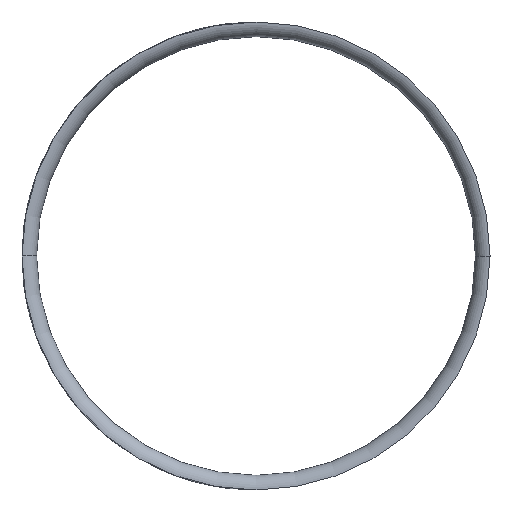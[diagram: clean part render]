
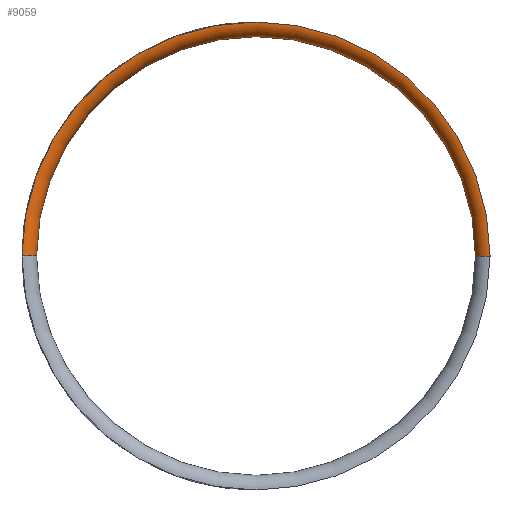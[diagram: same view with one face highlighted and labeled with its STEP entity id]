
A CAD part, front view. The second image highlights one B-rep face of the part: STEP entity #9059.
In plain terms, the highlighted toroidal (fillet/blend) face has major radius 8 mm and minor radius 0.5 mm.
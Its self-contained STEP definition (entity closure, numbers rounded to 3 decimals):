
#155 = CARTESIAN_POINT ( 'NONE',  ( 0., 5.25, 7.5 ) ) ;
#233 = DIRECTION ( 'NONE',  ( 0., -1., 0. ) ) ;
#265 = CARTESIAN_POINT ( 'NONE',  ( -8., 5.25, 0. ) ) ;
#553 = DIRECTION ( 'NONE',  ( 1., 0., 0. ) ) ;
#631 = AXIS2_PLACEMENT_3D ( 'NONE', #3295, #5722, #8076 ) ;
#785 = CARTESIAN_POINT ( 'NONE',  ( -6.495, 5.25, 3.75 ) ) ;
#827 = AXIS2_PLACEMENT_3D ( 'NONE', #5020, #233, #5832 ) ;
#1067 = DIRECTION ( 'NONE',  ( 1., 0., 0. ) ) ;
#1260 = CIRCLE ( 'NONE', #2605, 8. ) ;
#1276 = CIRCLE ( 'NONE', #7924, 7.5 ) ;
#1607 = CIRCLE ( 'NONE', #5412, 0.5 ) ;
#2033 = DIRECTION ( 'NONE',  ( 0., -1., 0. ) ) ;
#2068 = EDGE_CURVE ( 'NONE', #2803, #3916, #9392, .T. ) ;
#2154 = ORIENTED_EDGE ( 'NONE', *, *, #4478, .F. ) ;
#2217 = VERTEX_POINT ( 'NONE', #3936 ) ;
#2227 = FACE_OUTER_BOUND ( 'NONE', #5984, .T. ) ;
#2328 = DIRECTION ( 'NONE',  ( 0., -1., 0. ) ) ;
#2605 = AXIS2_PLACEMENT_3D ( 'NONE', #6822, #2033, #7617 ) ;
#2803 = VERTEX_POINT ( 'NONE', #4070 ) ;
#2949 = CARTESIAN_POINT ( 'NONE',  ( 0., 4.75, 0. ) ) ;
#3295 = CARTESIAN_POINT ( 'NONE',  ( 0., 5.25, 0. ) ) ;
#3485 = CARTESIAN_POINT ( 'NONE',  ( 8., 5.25, 0. ) ) ;
#3496 = CARTESIAN_POINT ( 'NONE',  ( -8., 4.75, 0. ) ) ;
#3686 = DIRECTION ( 'NONE',  ( 0., -1., 0. ) ) ;
#3765 = DIRECTION ( 'NONE',  ( -1., 0., 0. ) ) ;
#3916 = VERTEX_POINT ( 'NONE', #785 ) ;
#3936 = CARTESIAN_POINT ( 'NONE',  ( 8., 4.75, 0. ) ) ;
#4070 = CARTESIAN_POINT ( 'NONE',  ( -3.75, 5.25, 6.495 ) ) ;
#4291 = DIRECTION ( 'NONE',  ( -1., 0., 0. ) ) ;
#4382 = TOROIDAL_SURFACE ( 'NONE', #631, 8., 0.5 ) ;
#4451 = AXIS2_PLACEMENT_3D ( 'NONE', #10073, #5345, #553 ) ;
#4478 = EDGE_CURVE ( 'NONE', #6694, #8420, #1276, .T. ) ;
#5020 = CARTESIAN_POINT ( 'NONE',  ( 0., 5.25, 0. ) ) ;
#5075 = CARTESIAN_POINT ( 'NONE',  ( 7.5, 5.25, 0. ) ) ;
#5131 = CARTESIAN_POINT ( 'NONE',  ( 0., 4.75, 8. ) ) ;
#5278 = ORIENTED_EDGE ( 'NONE', *, *, #6084, .F. ) ;
#5287 = ORIENTED_EDGE ( 'NONE', *, *, #5996, .T. ) ;
#5345 = DIRECTION ( 'NONE',  ( 0., -1., 0. ) ) ;
#5412 = AXIS2_PLACEMENT_3D ( 'NONE', #265, #5874, #1067 ) ;
#5722 = DIRECTION ( 'NONE',  ( 0., -1., 0. ) ) ;
#5737 = EDGE_CURVE ( 'NONE', #8420, #2803, #8639, .T. ) ;
#5832 = DIRECTION ( 'NONE',  ( 1., 0., 0. ) ) ;
#5874 = DIRECTION ( 'NONE',  ( 0., 0., 1. ) ) ;
#5984 = EDGE_LOOP ( 'NONE', ( #2154, #6151, #5287, #8671, #6655, #5278, #7938, #10071 ) ) ;
#5996 = EDGE_CURVE ( 'NONE', #2217, #9792, #9241, .T. ) ;
#6084 = EDGE_CURVE ( 'NONE', #3916, #8157, #6896, .T. ) ;
#6107 = VERTEX_POINT ( 'NONE', #3496 ) ;
#6151 = ORIENTED_EDGE ( 'NONE', *, *, #8560, .F. ) ;
#6655 = ORIENTED_EDGE ( 'NONE', *, *, #8536, .T. ) ;
#6694 = VERTEX_POINT ( 'NONE', #5075 ) ;
#6822 = CARTESIAN_POINT ( 'NONE',  ( 0., 4.75, 0. ) ) ;
#6896 = CIRCLE ( 'NONE', #827, 7.5 ) ;
#6912 = AXIS2_PLACEMENT_3D ( 'NONE', #2949, #8528, #3765 ) ;
#7121 = CARTESIAN_POINT ( 'NONE',  ( 0., 5.25, 0. ) ) ;
#7565 = AXIS2_PLACEMENT_3D ( 'NONE', #3485, #9038, #4291 ) ;
#7605 = CARTESIAN_POINT ( 'NONE',  ( -7.5, 5.25, 0. ) ) ;
#7617 = DIRECTION ( 'NONE',  ( -1., 0., 0. ) ) ;
#7826 = EDGE_CURVE ( 'NONE', #9792, #6107, #1260, .T. ) ;
#7910 = DIRECTION ( 'NONE',  ( 1., 0., 0. ) ) ;
#7924 = AXIS2_PLACEMENT_3D ( 'NONE', #8448, #3686, #9228 ) ;
#7938 = ORIENTED_EDGE ( 'NONE', *, *, #2068, .F. ) ;
#8076 = DIRECTION ( 'NONE',  ( 1., 0., 0. ) ) ;
#8157 = VERTEX_POINT ( 'NONE', #7605 ) ;
#8420 = VERTEX_POINT ( 'NONE', #155 ) ;
#8448 = CARTESIAN_POINT ( 'NONE',  ( 0., 5.25, 0. ) ) ;
#8528 = DIRECTION ( 'NONE',  ( 0., -1., 0. ) ) ;
#8536 = EDGE_CURVE ( 'NONE', #6107, #8157, #1607, .T. ) ;
#8560 = EDGE_CURVE ( 'NONE', #2217, #6694, #10057, .T. ) ;
#8639 = CIRCLE ( 'NONE', #4451, 7.5 ) ;
#8671 = ORIENTED_EDGE ( 'NONE', *, *, #7826, .T. ) ;
#9038 = DIRECTION ( 'NONE',  ( 0., 0., -1. ) ) ;
#9058 = AXIS2_PLACEMENT_3D ( 'NONE', #7121, #2328, #7910 ) ;
#9059 = ADVANCED_FACE ( 'NONE', ( #2227 ), #4382, .T. ) ;
#9228 = DIRECTION ( 'NONE',  ( 1., 0., 0. ) ) ;
#9241 = CIRCLE ( 'NONE', #6912, 8. ) ;
#9392 = CIRCLE ( 'NONE', #9058, 7.5 ) ;
#9792 = VERTEX_POINT ( 'NONE', #5131 ) ;
#10057 = CIRCLE ( 'NONE', #7565, 0.5 ) ;
#10071 = ORIENTED_EDGE ( 'NONE', *, *, #5737, .F. ) ;
#10073 = CARTESIAN_POINT ( 'NONE',  ( 0., 5.25, 0. ) ) ;
